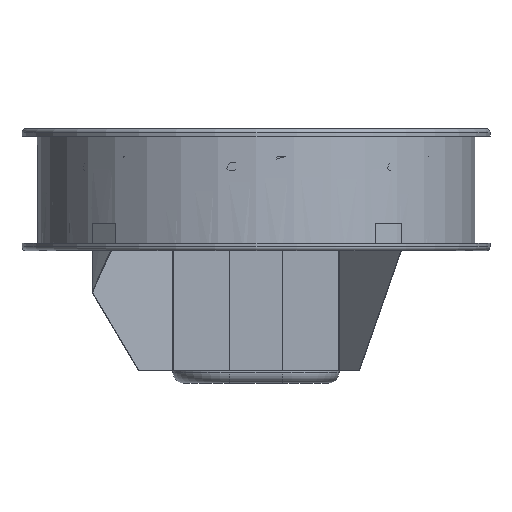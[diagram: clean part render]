
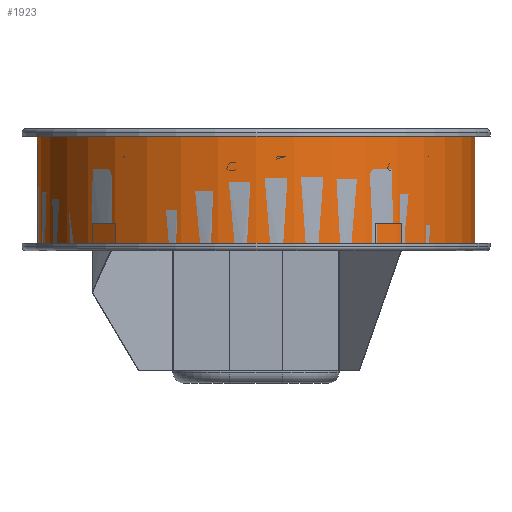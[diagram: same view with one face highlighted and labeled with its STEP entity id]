
A CAD part, front view. The second image highlights one B-rep face of the part: STEP entity #1923.
In plain terms, the highlighted cylindrical face has radius 808.7 mm (diameter 1617.4 mm), a full revolution.
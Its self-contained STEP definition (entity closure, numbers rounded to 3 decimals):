
#98 = CARTESIAN_POINT ( 'NONE',  ( 0., 0., -311.961 ) ) ;
#102 = CIRCLE ( 'NONE', #5320, 808.7 ) ;
#123 = EDGE_CURVE ( 'NONE', #2181, #2181, #1830, .T. ) ;
#269 = CARTESIAN_POINT ( 'NONE',  ( 0., 0., 111.039 ) ) ;
#312 = DIRECTION ( 'NONE',  ( 0., 0., 1. ) ) ;
#679 = DIRECTION ( 'NONE',  ( 1., 0., 0. ) ) ;
#706 = EDGE_LOOP ( 'NONE', ( #1744 ) ) ;
#751 = DIRECTION ( 'NONE',  ( 0., 0., 1. ) ) ;
#762 = DIRECTION ( 'NONE',  ( 1., 0., 0. ) ) ;
#1185 = DIRECTION ( 'NONE',  ( 0., 0., 1. ) ) ;
#1188 = EDGE_CURVE ( 'NONE', #2985, #2985, #102, .T. ) ;
#1378 = FACE_OUTER_BOUND ( 'NONE', #6351, .T. ) ;
#1744 = ORIENTED_EDGE ( 'NONE', *, *, #123, .T. ) ;
#1830 = CIRCLE ( 'NONE', #3888, 808.7 ) ;
#1923 = ADVANCED_FACE ( 'NONE', ( #1378, #5488 ), #2403, .T. ) ;
#2181 = VERTEX_POINT ( 'NONE', #2719 ) ;
#2403 = CYLINDRICAL_SURFACE ( 'NONE', #3345, 808.7 ) ;
#2719 = CARTESIAN_POINT ( 'NONE',  ( 808.7, 0., -311.961 ) ) ;
#2985 = VERTEX_POINT ( 'NONE', #6617 ) ;
#3264 = DIRECTION ( 'NONE',  ( 1., 0., 0. ) ) ;
#3313 = ORIENTED_EDGE ( 'NONE', *, *, #1188, .F. ) ;
#3345 = AXIS2_PLACEMENT_3D ( 'NONE', #3450, #312, #762 ) ;
#3450 = CARTESIAN_POINT ( 'NONE',  ( 0., 0., 165.741 ) ) ;
#3888 = AXIS2_PLACEMENT_3D ( 'NONE', #98, #1185, #3264 ) ;
#5320 = AXIS2_PLACEMENT_3D ( 'NONE', #269, #751, #679 ) ;
#5488 = FACE_OUTER_BOUND ( 'NONE', #706, .T. ) ;
#6351 = EDGE_LOOP ( 'NONE', ( #3313 ) ) ;
#6617 = CARTESIAN_POINT ( 'NONE',  ( 808.7, 0., 111.039 ) ) ;
